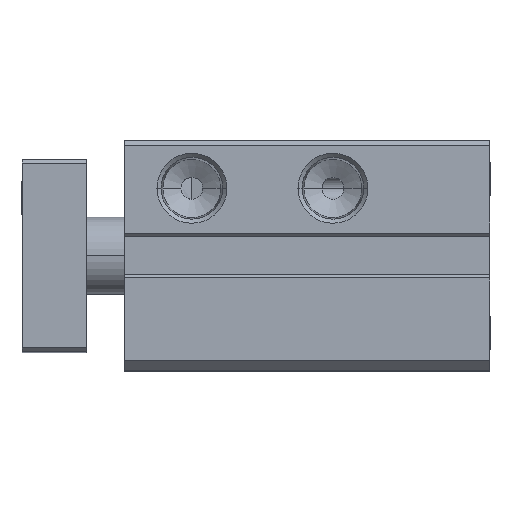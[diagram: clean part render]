
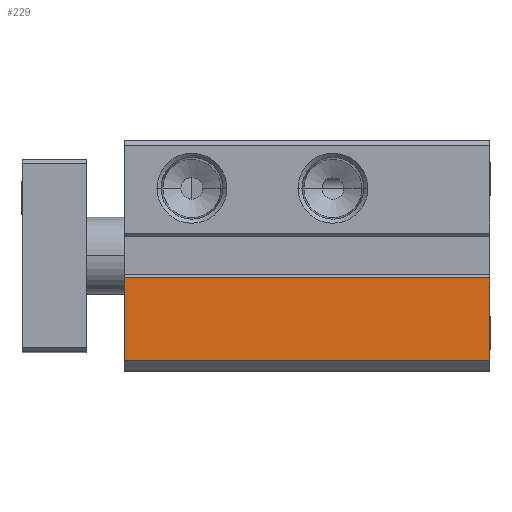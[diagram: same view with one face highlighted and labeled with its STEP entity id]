
A CAD part, top view. The second image highlights one B-rep face of the part: STEP entity #229.
In plain terms, the highlighted planar face has unit normal (0, 0, 1).
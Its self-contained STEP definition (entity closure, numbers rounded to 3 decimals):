
#128 = CARTESIAN_POINT ( 'NONE',  ( 57., -3.5, 41.5 ) ) ;
#229 = ADVANCED_FACE ( 'NONE', ( #1522 ), #5336, .T. ) ;
#643 = ORIENTED_EDGE ( 'NONE', *, *, #11565, .T. ) ;
#1522 = FACE_OUTER_BOUND ( 'NONE', #6278, .T. ) ;
#1866 = ORIENTED_EDGE ( 'NONE', *, *, #6052, .F. ) ;
#2180 = DIRECTION ( 'NONE',  ( -1., 0., 0. ) ) ;
#2461 = VERTEX_POINT ( 'NONE', #128 ) ;
#2500 = VECTOR ( 'NONE', #10171, 1000. ) ;
#2947 = DIRECTION ( 'NONE',  ( 0., -1., 0. ) ) ;
#3442 = CARTESIAN_POINT ( 'NONE',  ( 0., -16.4, 41.5 ) ) ;
#4165 = CARTESIAN_POINT ( 'NONE',  ( 0., -16.4, 41.5 ) ) ;
#4566 = EDGE_CURVE ( 'NONE', #2461, #9005, #6800, .T. ) ;
#5336 = PLANE ( 'NONE',  #5590 ) ;
#5550 = ORIENTED_EDGE ( 'NONE', *, *, #4566, .T. ) ;
#5590 = AXIS2_PLACEMENT_3D ( 'NONE', #3442, #7260, #11089 ) ;
#5674 = VERTEX_POINT ( 'NONE', #4165 ) ;
#5800 = EDGE_CURVE ( 'NONE', #7257, #2461, #7284, .T. ) ;
#6052 = EDGE_CURVE ( 'NONE', #7257, #5674, #11729, .T. ) ;
#6085 = DIRECTION ( 'NONE',  ( -1., 0., 0. ) ) ;
#6278 = EDGE_LOOP ( 'NONE', ( #643, #1866, #6901, #5550 ) ) ;
#6800 = LINE ( 'NONE', #11690, #8669 ) ;
#6901 = ORIENTED_EDGE ( 'NONE', *, *, #5800, .T. ) ;
#7257 = VERTEX_POINT ( 'NONE', #7723 ) ;
#7260 = DIRECTION ( 'NONE',  ( 0., 0., 1. ) ) ;
#7284 = LINE ( 'NONE', #10227, #2500 ) ;
#7699 = LINE ( 'NONE', #8643, #11082 ) ;
#7723 = CARTESIAN_POINT ( 'NONE',  ( 57., -16.4, 41.5 ) ) ;
#8643 = CARTESIAN_POINT ( 'NONE',  ( 0., -16.4, 41.5 ) ) ;
#8669 = VECTOR ( 'NONE', #2180, 1000. ) ;
#9005 = VERTEX_POINT ( 'NONE', #9808 ) ;
#9808 = CARTESIAN_POINT ( 'NONE',  ( 0., -3.5, 41.5 ) ) ;
#10171 = DIRECTION ( 'NONE',  ( 0., 1., 0. ) ) ;
#10227 = CARTESIAN_POINT ( 'NONE',  ( 57., -16.4, 41.5 ) ) ;
#10698 = VECTOR ( 'NONE', #6085, 1000. ) ;
#10729 = CARTESIAN_POINT ( 'NONE',  ( 0., -16.4, 41.5 ) ) ;
#11082 = VECTOR ( 'NONE', #2947, 1000. ) ;
#11089 = DIRECTION ( 'NONE',  ( 1., 0., 0. ) ) ;
#11565 = EDGE_CURVE ( 'NONE', #9005, #5674, #7699, .T. ) ;
#11690 = CARTESIAN_POINT ( 'NONE',  ( 0., -3.5, 41.5 ) ) ;
#11729 = LINE ( 'NONE', #10729, #10698 ) ;
